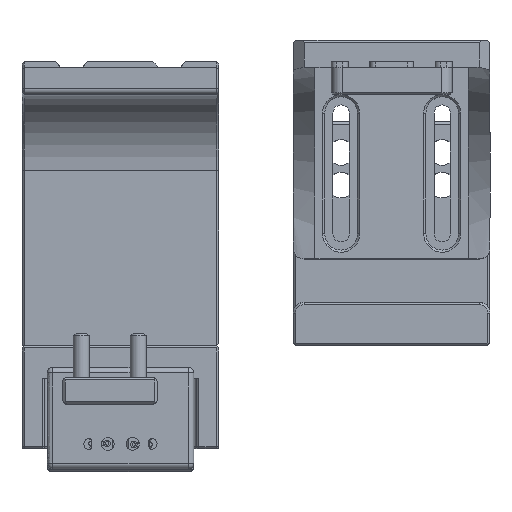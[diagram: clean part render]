
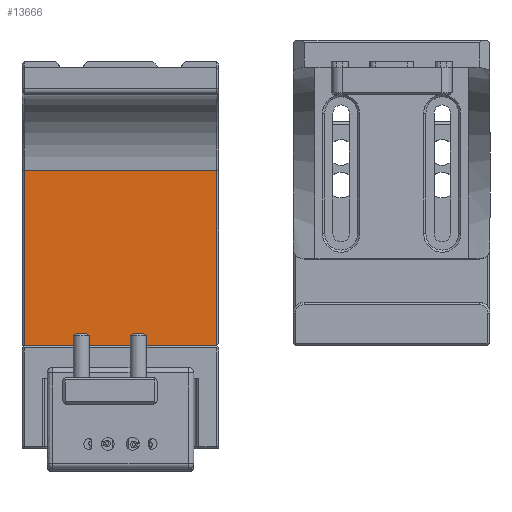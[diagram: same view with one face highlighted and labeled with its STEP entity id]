
A CAD part, top view. The second image highlights one B-rep face of the part: STEP entity #13666.
In plain terms, the highlighted planar face has unit normal (0, 0, 1).
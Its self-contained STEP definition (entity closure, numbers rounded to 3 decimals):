
#1903=LINE('',#23595,#3283);
#1939=LINE('',#23703,#3319);
#1943=LINE('',#23711,#3323);
#1944=LINE('',#23712,#3324);
#3283=VECTOR('',#18813,10.);
#3319=VECTOR('',#18919,10.);
#3323=VECTOR('',#18925,10.);
#3324=VECTOR('',#18926,10.);
#4232=FACE_OUTER_BOUND('',#5064,.T.);
#5064=EDGE_LOOP('',(#12342,#12343,#12344,#12345));
#6637=VERTEX_POINT('',#23582);
#6642=VERTEX_POINT('',#23593);
#6669=VERTEX_POINT('',#23702);
#6672=VERTEX_POINT('',#23710);
#8519=EDGE_CURVE('',#6642,#6637,#1903,.T.);
#8569=EDGE_CURVE('',#6637,#6669,#1939,.F.);
#8573=EDGE_CURVE('',#6672,#6642,#1943,.T.);
#8574=EDGE_CURVE('',#6669,#6672,#1944,.T.);
#12342=ORIENTED_EDGE('',*,*,#8519,.F.);
#12343=ORIENTED_EDGE('',*,*,#8573,.F.);
#12344=ORIENTED_EDGE('',*,*,#8574,.F.);
#12345=ORIENTED_EDGE('',*,*,#8569,.F.);
#12924=PLANE('',#15108);
#13666=ADVANCED_FACE('',(#4232),#12924,.T.);
#15108=AXIS2_PLACEMENT_3D('',#23709,#18923,#18924);
#18813=DIRECTION('',(0.,-1.,0.));
#18919=DIRECTION('',(1.,0.,0.));
#18923=DIRECTION('center_axis',(0.,0.,
1.));
#18924=DIRECTION('ref_axis',(0.,1.,0.));
#18925=DIRECTION('',(1.,0.,0.));
#18926=DIRECTION('',(0.,1.,0.));
#23582=CARTESIAN_POINT('',(146.355,296.749,2.5));
#23593=CARTESIAN_POINT('',(146.355,329.029,2.5));
#23595=CARTESIAN_POINT('',(146.355,309.471,2.5));
#23702=CARTESIAN_POINT('',(110.9,296.749,2.5));
#23703=CARTESIAN_POINT('',(145.255,296.749,2.5));
#23709=CARTESIAN_POINT('Origin',(145.255,296.285,2.5));
#23710=CARTESIAN_POINT('',(110.9,329.029,2.5));
#23711=CARTESIAN_POINT('',(145.255,329.029,2.5));
#23712=CARTESIAN_POINT('',(110.9,309.471,2.5));
